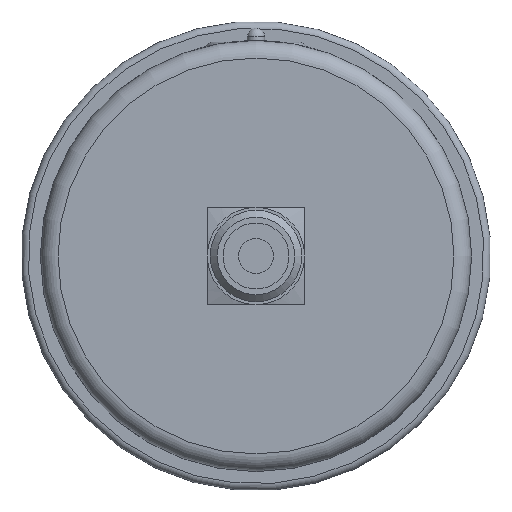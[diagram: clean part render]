
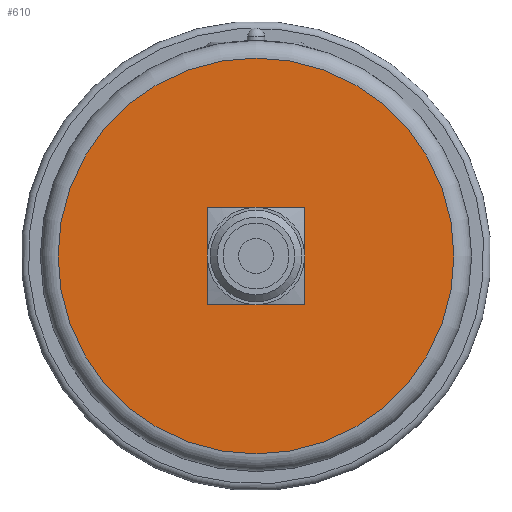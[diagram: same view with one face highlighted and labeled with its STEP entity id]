
A CAD part, front view. The second image highlights one B-rep face of the part: STEP entity #610.
In plain terms, the highlighted planar face has unit normal (0, -1, 0).
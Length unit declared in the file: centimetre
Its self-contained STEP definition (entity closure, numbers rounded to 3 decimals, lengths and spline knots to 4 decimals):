
#58=FACE_BOUND('',#170,.T.);
#83=LINE('',#923,#103);
#84=LINE('',#925,#104);
#85=LINE('',#927,#105);
#86=LINE('',#928,#106);
#103=VECTOR('',#743,1.4);
#104=VECTOR('',#744,1.4);
#105=VECTOR('',#745,1.4);
#106=VECTOR('',#746,1.4);
#123=FACE_OUTER_BOUND('',#169,.T.);
#169=EDGE_LOOP('',(#401));
#170=EDGE_LOOP('',(#402,#403,#404,#405));
#240=CIRCLE('',#659,2.85);
#276=VERTEX_POINT('',#919);
#277=VERTEX_POINT('',#921);
#278=VERTEX_POINT('',#922);
#279=VERTEX_POINT('',#924);
#280=VERTEX_POINT('',#926);
#329=EDGE_CURVE('',#276,#276,#240,.T.);
#330=EDGE_CURVE('',#277,#278,#83,.T.);
#331=EDGE_CURVE('',#278,#279,#84,.T.);
#332=EDGE_CURVE('',#279,#280,#85,.T.);
#333=EDGE_CURVE('',#280,#277,#86,.T.);
#401=ORIENTED_EDGE('',*,*,#329,.T.);
#402=ORIENTED_EDGE('',*,*,#330,.T.);
#403=ORIENTED_EDGE('',*,*,#331,.T.);
#404=ORIENTED_EDGE('',*,*,#332,.T.);
#405=ORIENTED_EDGE('',*,*,#333,.T.);
#545=PLANE('',#658);
#610=ADVANCED_FACE('',(#123,#58),#545,.F.);
#658=AXIS2_PLACEMENT_3D('',#918,#739,#740);
#659=AXIS2_PLACEMENT_3D('',#920,#741,#742);
#739=DIRECTION('center_axis',(0.,1.,0.));
#740=DIRECTION('ref_axis',(0.,0.,1.));
#741=DIRECTION('center_axis',(0.,-1.,0.));
#742=DIRECTION('ref_axis',(1.,0.,0.));
#743=DIRECTION('',(-1.,0.,0.));
#744=DIRECTION('',(0.,0.,1.));
#745=DIRECTION('',(1.,0.,0.));
#746=DIRECTION('',(0.,0.,-1.));
#918=CARTESIAN_POINT('Origin',(0.,0.,
0.));
#919=CARTESIAN_POINT('',(2.85,0.,0.));
#920=CARTESIAN_POINT('Origin',(0.,0.,0.));
#921=CARTESIAN_POINT('',(0.7,0.,-0.7));
#922=CARTESIAN_POINT('',(-0.7,0.,-0.7));
#923=CARTESIAN_POINT('',(-0.35,0.,-0.7));
#924=CARTESIAN_POINT('',(-0.7,0.,0.7));
#925=CARTESIAN_POINT('',(-0.7,0.,0.35));
#926=CARTESIAN_POINT('',(0.7,0.,0.7));
#927=CARTESIAN_POINT('',(0.35,0.,0.7));
#928=CARTESIAN_POINT('',(0.7,0.,-0.35));
